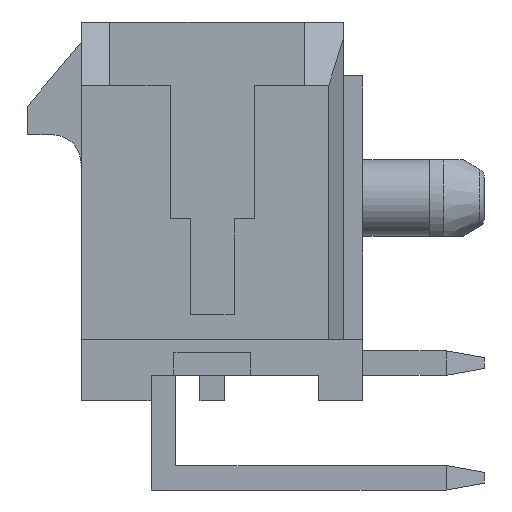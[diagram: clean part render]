
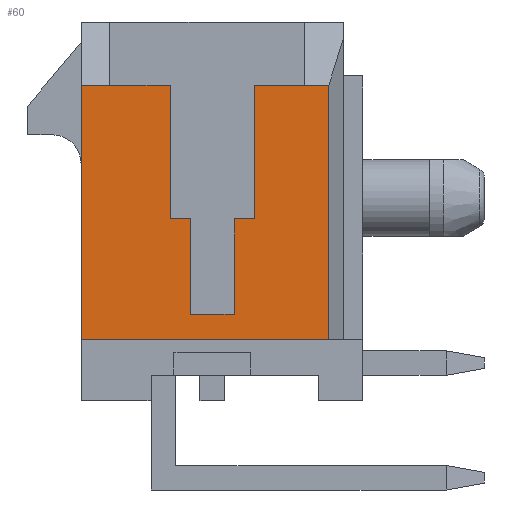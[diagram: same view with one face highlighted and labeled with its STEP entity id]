
A CAD part, left-side view. The second image highlights one B-rep face of the part: STEP entity #60.
In plain terms, the highlighted planar face has unit normal (-1, 0, 0).
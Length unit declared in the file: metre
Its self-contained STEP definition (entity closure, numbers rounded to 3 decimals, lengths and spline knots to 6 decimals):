
#60 = ADVANCED_FACE( '', ( #608 ), #609, .F. );
#608 = FACE_OUTER_BOUND( '', #1702, .T. );
#609 = PLANE( '', #1703 );
#1702 = EDGE_LOOP( '', ( #2879, #2880, #2881, #2882, #2883, #2884, #2885, #2886, #2887, #2888, #2889, #2890, #2891, #2892 ) );
#1703 = AXIS2_PLACEMENT_3D( '', #2893, #2894, #2895 );
#2879 = ORIENTED_EDGE( '', *, *, #7126, .T. );
#2880 = ORIENTED_EDGE( '', *, *, #7127, .T. );
#2881 = ORIENTED_EDGE( '', *, *, #7128, .T. );
#2882 = ORIENTED_EDGE( '', *, *, #7129, .T. );
#2883 = ORIENTED_EDGE( '', *, *, #7130, .T. );
#2884 = ORIENTED_EDGE( '', *, *, #7131, .F. );
#2885 = ORIENTED_EDGE( '', *, *, #7132, .T. );
#2886 = ORIENTED_EDGE( '', *, *, #7133, .F. );
#2887 = ORIENTED_EDGE( '', *, *, #7134, .F. );
#2888 = ORIENTED_EDGE( '', *, *, #7135, .F. );
#2889 = ORIENTED_EDGE( '', *, *, #7136, .F. );
#2890 = ORIENTED_EDGE( '', *, *, #7137, .F. );
#2891 = ORIENTED_EDGE( '', *, *, #7138, .T. );
#2892 = ORIENTED_EDGE( '', *, *, #7062, .T. );
#2893 = CARTESIAN_POINT( '', ( -0.010825, 0., 0. ) );
#2894 = DIRECTION( '', ( 1., 0., 0. ) );
#2895 = DIRECTION( '', ( 0., 1., 0. ) );
#7062 = EDGE_CURVE( '', #8406, #8410, #8412, .T. );
#7126 = EDGE_CURVE( '', #8410, #8537, #8538, .T. );
#7127 = EDGE_CURVE( '', #8537, #8539, #8540, .T. );
#7128 = EDGE_CURVE( '', #8539, #8541, #8542, .T. );
#7129 = EDGE_CURVE( '', #8541, #8543, #8544, .T. );
#7130 = EDGE_CURVE( '', #8543, #8545, #8546, .T. );
#7131 = EDGE_CURVE( '', #8547, #8545, #8548, .T. );
#7132 = EDGE_CURVE( '', #8547, #8549, #8550, .T. );
#7133 = EDGE_CURVE( '', #8551, #8549, #8552, .T. );
#7134 = EDGE_CURVE( '', #8553, #8551, #8554, .T. );
#7135 = EDGE_CURVE( '', #8555, #8553, #8556, .T. );
#7136 = EDGE_CURVE( '', #8557, #8555, #8558, .T. );
#7137 = EDGE_CURVE( '', #8559, #8557, #8560, .T. );
#7138 = EDGE_CURVE( '', #8559, #8406, #8561, .T. );
#8406 = VERTEX_POINT( '', #10595 );
#8410 = VERTEX_POINT( '', #10601 );
#8412 = LINE( '', #10604, #10605 );
#8537 = VERTEX_POINT( '', #10793 );
#8538 = LINE( '', #10794, #10795 );
#8539 = VERTEX_POINT( '', #10796 );
#8540 = LINE( '', #10797, #10798 );
#8541 = VERTEX_POINT( '', #10799 );
#8542 = LINE( '', #10800, #10801 );
#8543 = VERTEX_POINT( '', #10802 );
#8544 = LINE( '', #10803, #10804 );
#8545 = VERTEX_POINT( '', #10805 );
#8546 = LINE( '', #10806, #10807 );
#8547 = VERTEX_POINT( '', #10808 );
#8548 = LINE( '', #10809, #10810 );
#8549 = VERTEX_POINT( '', #10811 );
#8550 = LINE( '', #10812, #10813 );
#8551 = VERTEX_POINT( '', #10814 );
#8552 = LINE( '', #10815, #10816 );
#8553 = VERTEX_POINT( '', #10817 );
#8554 = LINE( '', #10818, #10819 );
#8555 = VERTEX_POINT( '', #10820 );
#8556 = LINE( '', #10821, #10822 );
#8557 = VERTEX_POINT( '', #10823 );
#8558 = LINE( '', #10824, #10825 );
#8559 = VERTEX_POINT( '', #10826 );
#8560 = LINE( '', #10827, #10828 );
#8561 = LINE( '', #10829, #10830 );
#10595 = CARTESIAN_POINT( '', ( -0.010825, -0.0011, 0.003305 ) );
#10601 = CARTESIAN_POINT( '', ( -0.010825, -0.0011, -0.000195 ) );
#10604 = CARTESIAN_POINT( '', ( -0.010825, -0.0011, 0.003305 ) );
#10605 = VECTOR( '', #14147, 1. );
#10793 = CARTESIAN_POINT( '', ( -0.010825, -0.000575, -0.000195 ) );
#10794 = CARTESIAN_POINT( '', ( -0.010825, -0.0011, -0.000195 ) );
#10795 = VECTOR( '', #14208, 1. );
#10796 = CARTESIAN_POINT( '', ( -0.010825, -0.000575, -0.002695 ) );
#10797 = CARTESIAN_POINT( '', ( -0.010825, -0.000575, -0.000195 ) );
#10798 = VECTOR( '', #14209, 1. );
#10799 = CARTESIAN_POINT( '', ( -0.010825, 0.000575, -0.002695 ) );
#10800 = CARTESIAN_POINT( '', ( -0.010825, -0.000575, -0.002695 ) );
#10801 = VECTOR( '', #14210, 1. );
#10802 = CARTESIAN_POINT( '', ( -0.010825, 0.000575, -0.000195 ) );
#10803 = CARTESIAN_POINT( '', ( -0.010825, 0.000575, -0.002695 ) );
#10804 = VECTOR( '', #14211, 1. );
#10805 = CARTESIAN_POINT( '', ( -0.010825, 0.0011, -0.000195 ) );
#10806 = CARTESIAN_POINT( '', ( -0.010825, 0.000575, -0.000195 ) );
#10807 = VECTOR( '', #14212, 1. );
#10808 = CARTESIAN_POINT( '', ( -0.010825, 0.0011, 0.003305 ) );
#10809 = CARTESIAN_POINT( '', ( -0.010825, 0.0011, 0.003305 ) );
#10810 = VECTOR( '', #14213, 1. );
#10811 = CARTESIAN_POINT( '', ( -0.010825, 0.00268, 0.003305 ) );
#10812 = CARTESIAN_POINT( '', ( -0.010825, 0.0011, 0.003305 ) );
#10813 = VECTOR( '', #14214, 1. );
#10814 = CARTESIAN_POINT( '', ( -0.010825, 0.00343, 0.003305 ) );
#10815 = CARTESIAN_POINT( '', ( -0.010825, 0.00343, 0.003305 ) );
#10816 = VECTOR( '', #14215, 1. );
#10817 = CARTESIAN_POINT( '', ( -0.010825, 0.00343, -0.003355 ) );
#10818 = CARTESIAN_POINT( '', ( -0.010825, 0.00343, -0.003355 ) );
#10819 = VECTOR( '', #14216, 1. );
#10820 = CARTESIAN_POINT( '', ( -0.010825, -0.00305, -0.003355 ) );
#10821 = CARTESIAN_POINT( '', ( -0.010825, -0.00305, -0.003355 ) );
#10822 = VECTOR( '', #14217, 1. );
#10823 = CARTESIAN_POINT( '', ( -0.010825, -0.00305, 0.003305 ) );
#10824 = CARTESIAN_POINT( '', ( -0.010825, -0.00305, 0.003305 ) );
#10825 = VECTOR( '', #14218, 1. );
#10826 = CARTESIAN_POINT( '', ( -0.010825, -0.00241, 0.003305 ) );
#10827 = CARTESIAN_POINT( '', ( -0.010825, -0.00241, 0.003305 ) );
#10828 = VECTOR( '', #14219, 1. );
#10829 = CARTESIAN_POINT( '', ( -0.010825, -0.00241, 0.003305 ) );
#10830 = VECTOR( '', #14220, 1. );
#14147 = DIRECTION( '', ( 0., 0., -1. ) );
#14208 = DIRECTION( '', ( 0., 1., 0. ) );
#14209 = DIRECTION( '', ( 0., 0., -1. ) );
#14210 = DIRECTION( '', ( 0., 1., 0. ) );
#14211 = DIRECTION( '', ( 0., 0., 1. ) );
#14212 = DIRECTION( '', ( 0., 1., 0. ) );
#14213 = DIRECTION( '', ( 0., 0., -1. ) );
#14214 = DIRECTION( '', ( 0., 1., 0. ) );
#14215 = DIRECTION( '', ( 0., -1., 0. ) );
#14216 = DIRECTION( '', ( 0., 0., 1. ) );
#14217 = DIRECTION( '', ( 0., 1., 0. ) );
#14218 = DIRECTION( '', ( 0., 0., -1. ) );
#14219 = DIRECTION( '', ( 0., -1., 0. ) );
#14220 = DIRECTION( '', ( 0., 1., 0. ) );
